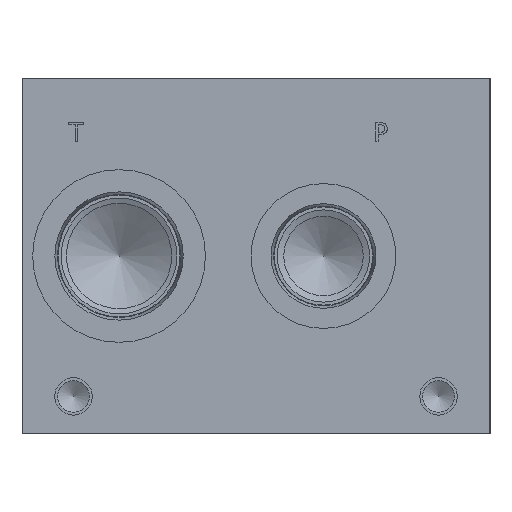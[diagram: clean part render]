
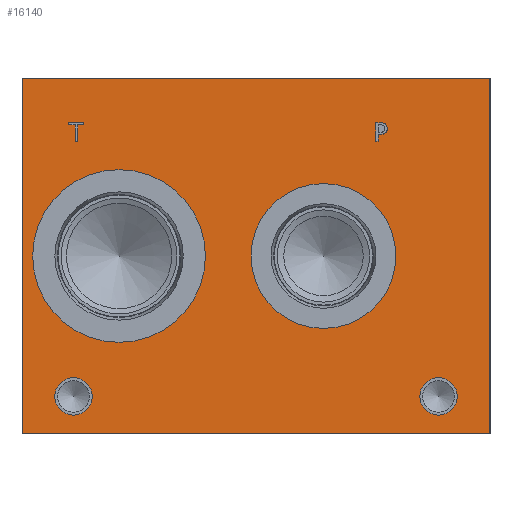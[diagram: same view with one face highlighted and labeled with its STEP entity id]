
A CAD part, left-side view. The second image highlights one B-rep face of the part: STEP entity #16140.
In plain terms, the highlighted planar face has unit normal (-1, 0, 0).
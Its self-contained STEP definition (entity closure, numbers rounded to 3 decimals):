
#485=CIRCLE('',#16839,29.286);
#486=CIRCLE('',#16840,29.286);
#487=CIRCLE('',#16841,24.562);
#488=CIRCLE('',#16842,24.562);
#489=CIRCLE('',#16843,6.35);
#490=CIRCLE('',#16844,6.35);
#491=CIRCLE('',#16845,6.35);
#492=CIRCLE('',#16846,6.35);
#1365=B_SPLINE_CURVE_WITH_KNOTS('',2,(#27003,#27004,#27005,#27006),
 .UNSPECIFIED.,.F.,.F.,(3,1,3),(0.,1.,2.),.UNSPECIFIED.);
#1367=B_SPLINE_CURVE_WITH_KNOTS('',2,(#27024,#27025,#27026,#27027),
 .UNSPECIFIED.,.F.,.F.,(3,1,3),(0.,1.,2.),.UNSPECIFIED.);
#1369=B_SPLINE_CURVE_WITH_KNOTS('',2,(#27073,#27074,#27075,#27076),
 .UNSPECIFIED.,.F.,.F.,(3,1,3),(0.,1.,2.),.UNSPECIFIED.);
#1371=B_SPLINE_CURVE_WITH_KNOTS('',2,(#27091,#27092,#27093,#27094),
 .UNSPECIFIED.,.F.,.F.,(3,1,3),(0.,1.,2.),.UNSPECIFIED.);
#1437=FACE_BOUND('',#3014,.T.);
#1438=FACE_BOUND('',#3015,.T.);
#1439=FACE_BOUND('',#3016,.T.);
#1440=FACE_BOUND('',#3017,.T.);
#1441=FACE_BOUND('',#3018,.T.);
#1442=FACE_BOUND('',#3019,.T.);
#2086=FACE_OUTER_BOUND('',#3013,.T.);
#3013=EDGE_LOOP('',(#13058,#13059,#13060,#13061));
#3014=EDGE_LOOP('',(#13062,#13063));
#3015=EDGE_LOOP('',(#13064,#13065));
#3016=EDGE_LOOP('',(#13066,#13067));
#3017=EDGE_LOOP('',(#13068,#13069));
#3018=EDGE_LOOP('',(#13070,#13071,#13072,#13073,#13074,#13075,#13076,#13077));
#3019=EDGE_LOOP('',(#13078,#13079,#13080,#13081,#13082,#13083,#13084,#13085,
#13086));
#3455=LINE('',#21417,#4832);
#4507=LINE('',#27036,#5884);
#4510=LINE('',#27042,#5887);
#4513=LINE('',#27048,#5890);
#4516=LINE('',#27054,#5893);
#4519=LINE('',#27060,#5896);
#4523=LINE('',#27102,#5900);
#4524=LINE('',#27104,#5901);
#4525=LINE('',#27105,#5902);
#4526=LINE('',#27124,#5903);
#4527=LINE('',#27126,#5904);
#4528=LINE('',#27128,#5905);
#4529=LINE('',#27130,#5906);
#4530=LINE('',#27132,#5907);
#4531=LINE('',#27134,#5908);
#4532=LINE('',#27136,#5909);
#4533=LINE('',#27137,#5910);
#4832=VECTOR('',#17694,10.);
#5884=VECTOR('',#19458,10.);
#5887=VECTOR('',#19463,10.);
#5890=VECTOR('',#19468,10.);
#5893=VECTOR('',#19473,10.);
#5896=VECTOR('',#19478,10.);
#5900=VECTOR('',#19486,10.);
#5901=VECTOR('',#19487,10.);
#5902=VECTOR('',#19488,10.);
#5903=VECTOR('',#19505,10.);
#5904=VECTOR('',#19506,10.);
#5905=VECTOR('',#19507,10.);
#5906=VECTOR('',#19508,10.);
#5907=VECTOR('',#19509,10.);
#5908=VECTOR('',#19510,10.);
#5909=VECTOR('',#19511,10.);
#5910=VECTOR('',#19512,10.);
#6195=VERTEX_POINT('',#21410);
#6198=VERTEX_POINT('',#21415);
#7187=VERTEX_POINT('',#27001);
#7188=VERTEX_POINT('',#27002);
#7191=VERTEX_POINT('',#27023);
#7193=VERTEX_POINT('',#27035);
#7195=VERTEX_POINT('',#27041);
#7197=VERTEX_POINT('',#27047);
#7199=VERTEX_POINT('',#27053);
#7201=VERTEX_POINT('',#27059);
#7203=VERTEX_POINT('',#27072);
#7205=VERTEX_POINT('',#27101);
#7206=VERTEX_POINT('',#27103);
#7207=VERTEX_POINT('',#27106);
#7208=VERTEX_POINT('',#27107);
#7209=VERTEX_POINT('',#27110);
#7210=VERTEX_POINT('',#27111);
#7211=VERTEX_POINT('',#27114);
#7212=VERTEX_POINT('',#27115);
#7213=VERTEX_POINT('',#27118);
#7214=VERTEX_POINT('',#27119);
#7215=VERTEX_POINT('',#27122);
#7216=VERTEX_POINT('',#27123);
#7217=VERTEX_POINT('',#27125);
#7218=VERTEX_POINT('',#27127);
#7219=VERTEX_POINT('',#27129);
#7220=VERTEX_POINT('',#27131);
#7221=VERTEX_POINT('',#27133);
#7222=VERTEX_POINT('',#27135);
#7797=EDGE_CURVE('',#6195,#6198,#3455,.T.);
#9268=EDGE_CURVE('',#7187,#7188,#1365,.T.);
#9272=EDGE_CURVE('',#7191,#7187,#1367,.T.);
#9275=EDGE_CURVE('',#7193,#7191,#4507,.T.);
#9278=EDGE_CURVE('',#7195,#7193,#4510,.T.);
#9281=EDGE_CURVE('',#7197,#7195,#4513,.T.);
#9284=EDGE_CURVE('',#7199,#7197,#4516,.T.);
#9287=EDGE_CURVE('',#7201,#7199,#4519,.T.);
#9290=EDGE_CURVE('',#7203,#7201,#1369,.T.);
#9293=EDGE_CURVE('',#7188,#7203,#1371,.T.);
#9295=EDGE_CURVE('',#7205,#6195,#4523,.T.);
#9296=EDGE_CURVE('',#7206,#6198,#4524,.T.);
#9297=EDGE_CURVE('',#7205,#7206,#4525,.T.);
#9298=EDGE_CURVE('',#7207,#7208,#485,.T.);
#9299=EDGE_CURVE('',#7208,#7207,#486,.T.);
#9300=EDGE_CURVE('',#7209,#7210,#487,.T.);
#9301=EDGE_CURVE('',#7210,#7209,#488,.T.);
#9302=EDGE_CURVE('',#7211,#7212,#489,.T.);
#9303=EDGE_CURVE('',#7212,#7211,#490,.T.);
#9304=EDGE_CURVE('',#7213,#7214,#491,.T.);
#9305=EDGE_CURVE('',#7214,#7213,#492,.T.);
#9306=EDGE_CURVE('',#7215,#7216,#4526,.T.);
#9307=EDGE_CURVE('',#7216,#7217,#4527,.T.);
#9308=EDGE_CURVE('',#7217,#7218,#4528,.T.);
#9309=EDGE_CURVE('',#7218,#7219,#4529,.T.);
#9310=EDGE_CURVE('',#7219,#7220,#4530,.T.);
#9311=EDGE_CURVE('',#7220,#7221,#4531,.T.);
#9312=EDGE_CURVE('',#7221,#7222,#4532,.T.);
#9313=EDGE_CURVE('',#7222,#7215,#4533,.T.);
#13058=ORIENTED_EDGE('',*,*,#9295,.T.);
#13059=ORIENTED_EDGE('',*,*,#7797,.T.);
#13060=ORIENTED_EDGE('',*,*,#9296,.F.);
#13061=ORIENTED_EDGE('',*,*,#9297,.F.);
#13062=ORIENTED_EDGE('',*,*,#9298,.T.);
#13063=ORIENTED_EDGE('',*,*,#9299,.T.);
#13064=ORIENTED_EDGE('',*,*,#9300,.T.);
#13065=ORIENTED_EDGE('',*,*,#9301,.T.);
#13066=ORIENTED_EDGE('',*,*,#9302,.T.);
#13067=ORIENTED_EDGE('',*,*,#9303,.T.);
#13068=ORIENTED_EDGE('',*,*,#9304,.T.);
#13069=ORIENTED_EDGE('',*,*,#9305,.T.);
#13070=ORIENTED_EDGE('',*,*,#9306,.T.);
#13071=ORIENTED_EDGE('',*,*,#9307,.T.);
#13072=ORIENTED_EDGE('',*,*,#9308,.T.);
#13073=ORIENTED_EDGE('',*,*,#9309,.T.);
#13074=ORIENTED_EDGE('',*,*,#9310,.T.);
#13075=ORIENTED_EDGE('',*,*,#9311,.T.);
#13076=ORIENTED_EDGE('',*,*,#9312,.T.);
#13077=ORIENTED_EDGE('',*,*,#9313,.T.);
#13078=ORIENTED_EDGE('',*,*,#9268,.T.);
#13079=ORIENTED_EDGE('',*,*,#9293,.T.);
#13080=ORIENTED_EDGE('',*,*,#9290,.T.);
#13081=ORIENTED_EDGE('',*,*,#9287,.T.);
#13082=ORIENTED_EDGE('',*,*,#9284,.T.);
#13083=ORIENTED_EDGE('',*,*,#9281,.T.);
#13084=ORIENTED_EDGE('',*,*,#9278,.T.);
#13085=ORIENTED_EDGE('',*,*,#9275,.T.);
#13086=ORIENTED_EDGE('',*,*,#9272,.T.);
#14978=PLANE('',#16838);
#16140=ADVANCED_FACE('',(#2086,#1437,#1438,#1439,#1440,#1441,#1442),#14978,
 .T.);
#16838=AXIS2_PLACEMENT_3D('',#27100,#19484,#19485);
#16839=AXIS2_PLACEMENT_3D('',#27108,#19489,#19490);
#16840=AXIS2_PLACEMENT_3D('',#27109,#19491,#19492);
#16841=AXIS2_PLACEMENT_3D('',#27112,#19493,#19494);
#16842=AXIS2_PLACEMENT_3D('',#27113,#19495,#19496);
#16843=AXIS2_PLACEMENT_3D('',#27116,#19497,#19498);
#16844=AXIS2_PLACEMENT_3D('',#27117,#19499,#19500);
#16845=AXIS2_PLACEMENT_3D('',#27120,#19501,#19502);
#16846=AXIS2_PLACEMENT_3D('',#27121,#19503,#19504);
#17694=DIRECTION('',(0.,0.,1.));
#19458=DIRECTION('',(0.,-1.,0.));
#19463=DIRECTION('',(0.,0.,1.));
#19468=DIRECTION('',(0.,1.,0.));
#19473=DIRECTION('',(0.,0.,-1.));
#19478=DIRECTION('',(0.,1.,0.));
#19484=DIRECTION('center_axis',(-1.,0.,0.));
#19485=DIRECTION('ref_axis',(0.,-1.,0.));
#19486=DIRECTION('',(0.,-1.,0.));
#19487=DIRECTION('',(0.,-1.,0.));
#19488=DIRECTION('',(0.,0.,1.));
#19489=DIRECTION('center_axis',(1.,0.,0.));
#19490=DIRECTION('ref_axis',(0.,0.,1.));
#19491=DIRECTION('center_axis',(1.,0.,0.));
#19492=DIRECTION('ref_axis',(0.,0.,1.));
#19493=DIRECTION('center_axis',(1.,0.,0.));
#19494=DIRECTION('ref_axis',(0.,0.,1.));
#19495=DIRECTION('center_axis',(1.,0.,0.));
#19496=DIRECTION('ref_axis',(0.,0.,1.));
#19497=DIRECTION('center_axis',(1.,0.,0.));
#19498=DIRECTION('ref_axis',(0.,1.,0.));
#19499=DIRECTION('center_axis',(1.,0.,0.));
#19500=DIRECTION('ref_axis',(0.,1.,0.));
#19501=DIRECTION('center_axis',(1.,0.,0.));
#19502=DIRECTION('ref_axis',(0.,1.,0.));
#19503=DIRECTION('center_axis',(1.,0.,0.));
#19504=DIRECTION('ref_axis',(0.,1.,0.));
#19505=DIRECTION('',(0.,1.,0.));
#19506=DIRECTION('',(0.,0.,1.));
#19507=DIRECTION('',(0.,1.,0.));
#19508=DIRECTION('',(0.,0.,1.));
#19509=DIRECTION('',(0.,-1.,0.));
#19510=DIRECTION('',(0.,0.,-1.));
#19511=DIRECTION('',(0.,1.,0.));
#19512=DIRECTION('',(0.,0.,-1.));
#21410=CARTESIAN_POINT('',(0.,0.,0.));
#21415=CARTESIAN_POINT('',(0.,0.,120.65));
#21417=CARTESIAN_POINT('',(0.,0.,0.));
#27001=CARTESIAN_POINT('',(0.,35.571,105.141));
#27002=CARTESIAN_POINT('',(0.,34.815,103.623));
#27003=CARTESIAN_POINT('Ctrl Pts',(0.,35.571,105.141));
#27004=CARTESIAN_POINT('Ctrl Pts',(0.,35.216,104.899));
#27005=CARTESIAN_POINT('Ctrl Pts',(0.,34.815,104.153));
#27006=CARTESIAN_POINT('Ctrl Pts',(0.,34.815,103.623));
#27023=CARTESIAN_POINT('',(0.,37.233,105.537));
#27024=CARTESIAN_POINT('Ctrl Pts',(0.,37.233,105.537));
#27025=CARTESIAN_POINT('Ctrl Pts',(0.,36.667,105.537));
#27026=CARTESIAN_POINT('Ctrl Pts',(0.,35.875,105.352));
#27027=CARTESIAN_POINT('Ctrl Pts',(0.,35.571,105.141));
#27035=CARTESIAN_POINT('',(0.,38.828,105.537));
#27036=CARTESIAN_POINT('',(0.,98.789,105.537));
#27041=CARTESIAN_POINT('',(0.,38.828,99.187));
#27042=CARTESIAN_POINT('',(0.,38.828,49.593));
#27047=CARTESIAN_POINT('',(0.,37.984,99.187));
#27048=CARTESIAN_POINT('',(0.,98.367,99.187));
#27053=CARTESIAN_POINT('',(0.,37.984,101.554));
#27054=CARTESIAN_POINT('',(0.,37.984,50.777));
#27059=CARTESIAN_POINT('',(0.,37.269,101.554));
#27060=CARTESIAN_POINT('',(0.,98.01,101.554));
#27072=CARTESIAN_POINT('',(0.,35.37,102.213));
#27073=CARTESIAN_POINT('Ctrl Pts',(0.,35.37,102.213));
#27074=CARTESIAN_POINT('Ctrl Pts',(0.,35.7,101.889));
#27075=CARTESIAN_POINT('Ctrl Pts',(0.,36.59,101.554));
#27076=CARTESIAN_POINT('Ctrl Pts',(0.,37.269,101.554));
#27091=CARTESIAN_POINT('Ctrl Pts',(0.,34.815,103.623));
#27092=CARTESIAN_POINT('Ctrl Pts',(0.,34.815,103.211));
#27093=CARTESIAN_POINT('Ctrl Pts',(0.,35.108,102.47));
#27094=CARTESIAN_POINT('Ctrl Pts',(0.,35.37,102.213));
#27100=CARTESIAN_POINT('Origin',(0.,158.75,0.));
#27101=CARTESIAN_POINT('',(0.,158.75,0.));
#27102=CARTESIAN_POINT('',(0.,158.75,0.));
#27103=CARTESIAN_POINT('',(0.,158.75,120.65));
#27104=CARTESIAN_POINT('',(0.,158.75,120.65));
#27105=CARTESIAN_POINT('',(0.,158.75,0.));
#27106=CARTESIAN_POINT('',(0.,125.832,89.611));
#27107=CARTESIAN_POINT('',(0.,125.832,31.039));
#27108=CARTESIAN_POINT('Origin',(0.,125.832,60.325));
#27109=CARTESIAN_POINT('Origin',(0.,125.832,60.325));
#27110=CARTESIAN_POINT('',(0.,56.49,84.887));
#27111=CARTESIAN_POINT('',(0.,56.49,35.763));
#27112=CARTESIAN_POINT('Origin',(0.,56.49,60.325));
#27113=CARTESIAN_POINT('Origin',(0.,56.49,60.325));
#27114=CARTESIAN_POINT('',(0.,147.625,12.7));
#27115=CARTESIAN_POINT('',(0.,134.925,12.7));
#27116=CARTESIAN_POINT('Origin',(0.,141.275,12.7));
#27117=CARTESIAN_POINT('Origin',(0.,141.275,12.7));
#27118=CARTESIAN_POINT('',(0.,23.8,12.7));
#27119=CARTESIAN_POINT('',(0.,11.1,12.7));
#27120=CARTESIAN_POINT('Origin',(0.,17.45,12.7));
#27121=CARTESIAN_POINT('Origin',(0.,17.45,12.7));
#27122=CARTESIAN_POINT('',(0.,139.88,99.187));
#27123=CARTESIAN_POINT('',(0.,140.724,99.187));
#27124=CARTESIAN_POINT('',(0.,149.315,99.187));
#27125=CARTESIAN_POINT('',(0.,140.724,104.786));
#27126=CARTESIAN_POINT('',(0.,140.724,49.594));
#27127=CARTESIAN_POINT('',(0.,142.855,104.786));
#27128=CARTESIAN_POINT('',(0.,149.737,104.786));
#27129=CARTESIAN_POINT('',(0.,142.855,105.537));
#27130=CARTESIAN_POINT('',(0.,142.855,52.393));
#27131=CARTESIAN_POINT('',(0.,137.75,105.537));
#27132=CARTESIAN_POINT('',(0.,150.802,105.537));
#27133=CARTESIAN_POINT('',(0.,137.75,104.786));
#27134=CARTESIAN_POINT('',(0.,137.75,52.768));
#27135=CARTESIAN_POINT('',(0.,139.88,104.786));
#27136=CARTESIAN_POINT('',(0.,148.25,104.786));
#27137=CARTESIAN_POINT('',(0.,139.88,52.393));
